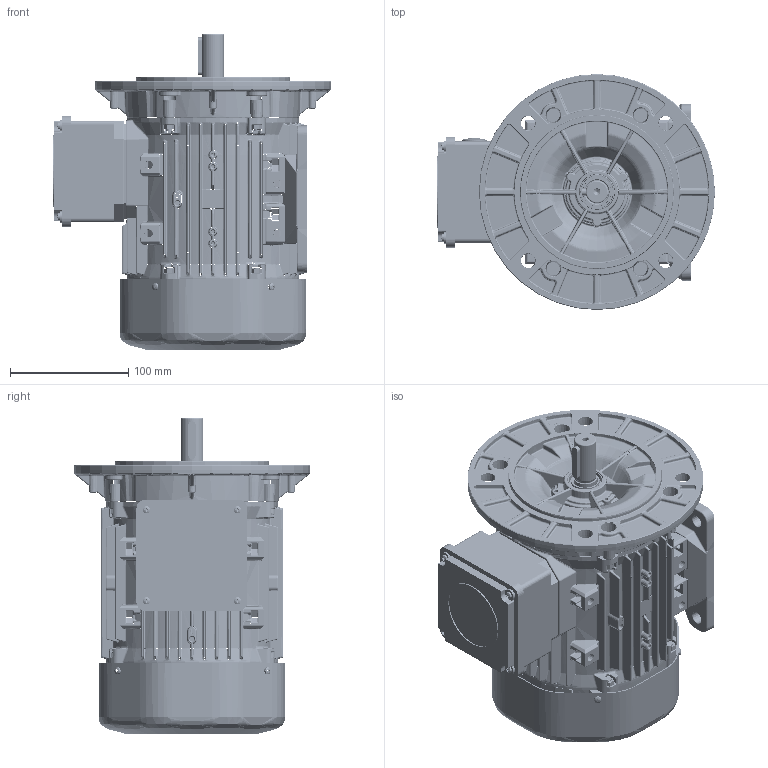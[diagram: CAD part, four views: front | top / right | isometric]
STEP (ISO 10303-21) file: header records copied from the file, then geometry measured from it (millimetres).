
FILE_DESCRIPTION(/* description */ (''),/* implementation_level */ '2;1');
FILE_NAME(/* name */ 'model1.stp',/* time_stamp */ '2024-08-01T15:25:20+03:00',/* author */ (''),/* organization */ (''),/* preprocessor_version */ 'ST-DEVELOPER v18.102',/* originating_system */ 'SIEMENS PLM Software NX2206.8101',/* authorisation */ '');
FILE_SCHEMA (('AUTOMOTIVE_DESIGN { 1 0 10303 214 3 1 1 1 }'));
Products named in the file (1): model1_260028D8E15Fjjmm
Bounding box: 235.5 x 200 x 268 mm (x, y, z)
Surface area: 371879.9 mm2 (no closed solid volume)
Topology: 0 solids, 1137 shells, 6686 faces, 22519 edges, 16019 vertices
Faces by surface type: cylinder 2617, torus 1373, plane 1259, bspline 715, cone 401, sphere 321
Full cylindrical faces by diameter (mm): 4.6 x3, 5 x1, 8 x1, 19 x1, 19.2 x1, 19.55 x1, 20 x1, 20.2 x1, 57 x1, 61 x1, 130 x1
Entity records: 275754 total; most frequent: CARTESIAN_POINT 95451, ORIENTED_EDGE 32399, DIRECTION 31721, EDGE_CURVE 22099, VERTEX_POINT 15958, AXIS2_PLACEMENT_3D 12505, B_SPLINE_CURVE_WITH_KNOTS 8439, EDGE_LOOP 7061
